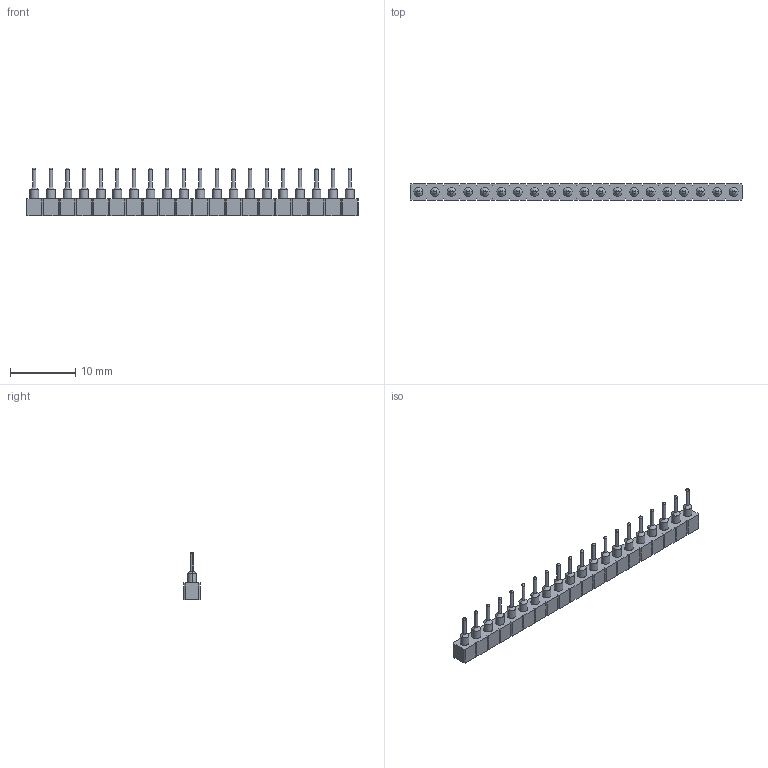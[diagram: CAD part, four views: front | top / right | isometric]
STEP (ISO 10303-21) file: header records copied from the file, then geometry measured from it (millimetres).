
FILE_DESCRIPTION(('STEP AP242'),'1');
FILE_NAME('1-1814655-3.stp','2022-12-06T21:18:09',('TraceParts'),('TraceParts S.A.'),'Spatial InterOp 3D',' ',' ');
FILE_SCHEMA(('AP242_MANAGED_MODEL_BASED_3D_ENGINEERING_MIM_LF {1 0 10303 442 1 1 4}'));
Length unit declared in the file: millimetre
Products named in the file (1): 1-1814655-3
Bounding box: 50.8 x 2.54 x 7.3 mm (x, y, z)
Volume: 377.2 mm3; surface area: 807.4 mm2
Topology: 1 solids, 1 shells, 424 faces, 1046 edges, 624 vertices
Faces by surface type: plane 144, cone 120, cylinder 120, sphere 40
Entity records: 12185 total; most frequent: DIRECTION 2256, CARTESIAN_POINT 2055, ORIENTED_EDGE 2012, EDGE_CURVE 1006, AXIS2_PLACEMENT_3D 825, VERTEX_POINT 624, LINE 606, VECTOR 606
